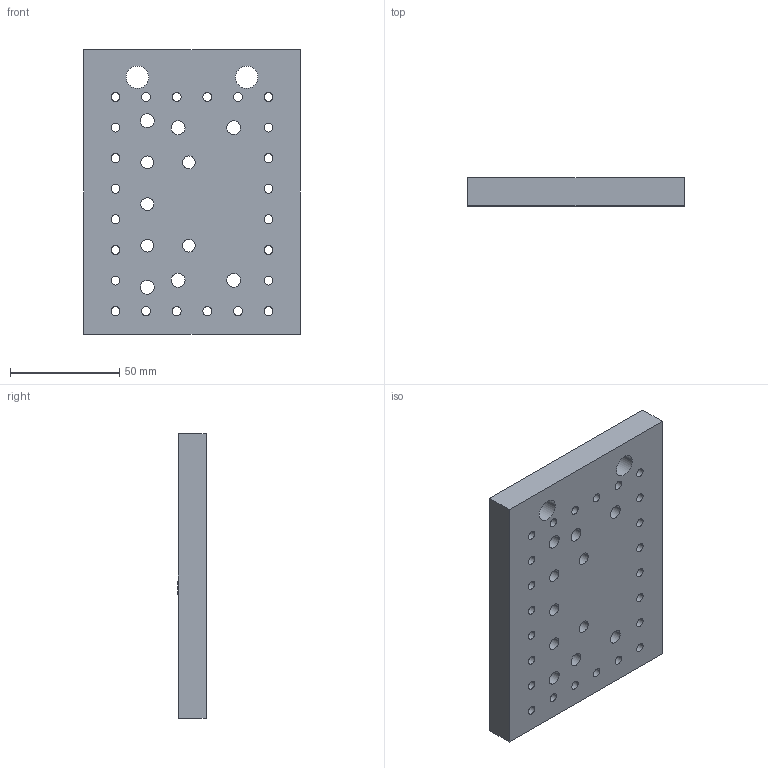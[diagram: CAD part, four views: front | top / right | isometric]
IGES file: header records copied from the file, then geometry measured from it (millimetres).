
Start section:  PTC IGES file: h_case_lid.igs
Global section: file name: h_case_lid.igs; native system: Pro/ENGINEER by Parametric Technology Corporation; preprocessor: 2004090; author: ghiorso; organization: Unknown; date: 060215.224013; units: inch
Bounding box: 99.01 x 12.91 x 130.18 mm (x, y, z)
Surface area: 38137.7 mm2 (no closed solid volume)
Topology: 0 solids, 0 shells, 95 faces, 564 edges, 576 vertices
Faces by surface type: revolution 84, bspline 11
